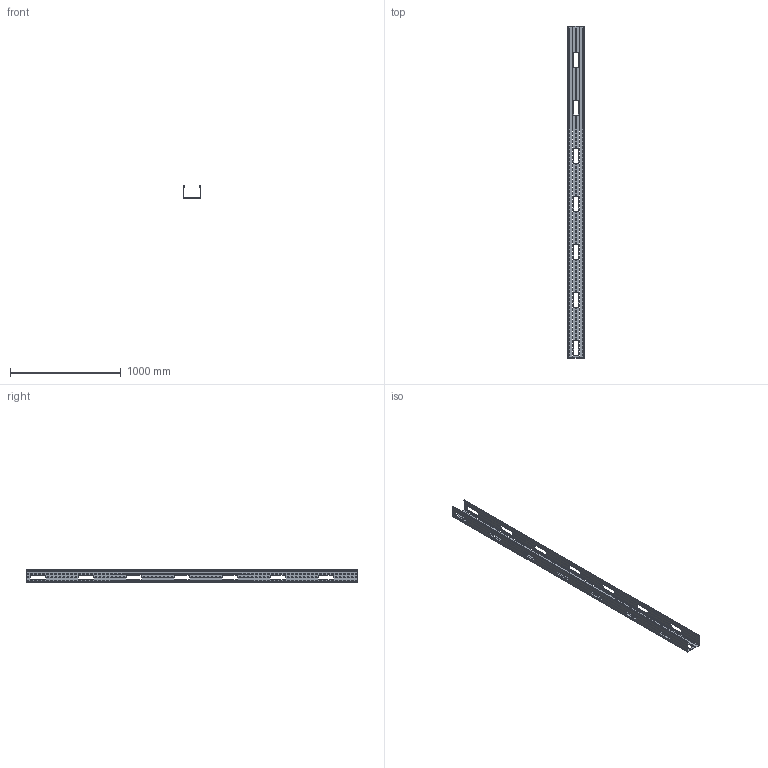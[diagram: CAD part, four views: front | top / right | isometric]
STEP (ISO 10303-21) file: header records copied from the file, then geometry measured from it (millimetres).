
FILE_DESCRIPTION(/* description */ (''),/* implementation_level */ '2;1');
FILE_NAME(/* name */ 'KAP150H110_3.stp',/* time_stamp */ '2020-05-25T08:03:21+02:00',/* author */ ('NB06DT_User'),/* organization */ (''),/* preprocessor_version */ 'ST-DEVELOPER v18.1',/* originating_system */ 'Autodesk Inventor 2021',/* authorisation */ '');
FILE_SCHEMA (('AUTOMOTIVE_DESIGN { 1 0 10303 214 3 1 1 }'));
Products named in the file (1): KAJ150H60_3
Bounding box: 150.41 x 3000 x 109.97 mm (x, y, z)
Volume: 1362915.6 mm3; surface area: 1904812.3 mm2
Topology: 1 solids, 1 shells, 3542 faces, 10556 edges, 7016 vertices
Faces by surface type: plane 1790, cylinder 1752
Entity records: 123201 total; most frequent: DIRECTION 21146, CARTESIAN_POINT 21115, ORIENTED_EDGE 21112, EDGE_CURVE 10556, LINE 7052, VECTOR 7052, AXIS2_PLACEMENT_3D 7047, VERTEX_POINT 7016
